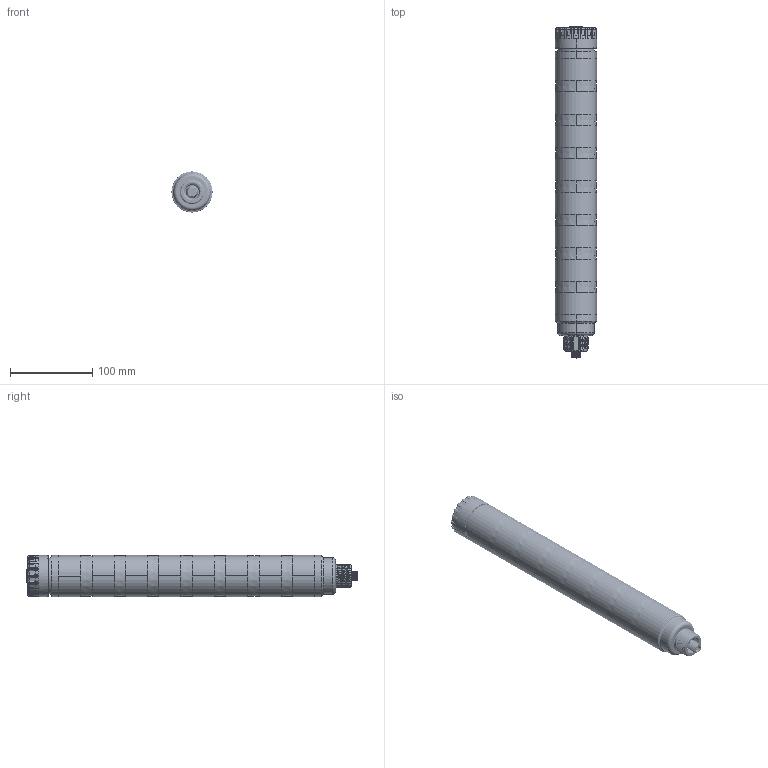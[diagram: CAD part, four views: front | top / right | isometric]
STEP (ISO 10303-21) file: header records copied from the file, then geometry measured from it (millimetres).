
FILE_DESCRIPTION((''),'2;1');
FILE_NAME('205826_ASM','2018-04-27T',('pdmadmin'),('BANNER ENGINEERING'),'CREO PARAMETRIC BY PTC INC, 2016260','CREO PARAMETRIC BY PTC INC, 2016260','');
FILE_SCHEMA(('CONFIG_CONTROL_DESIGN'));
Products named in the file (9): 140410; 141960; 188201; 140427_WEB_MODEL; 140412; 143280; 143281_WEB_MODEL; 143282; 205826_ASM
Assembly tree (21 placements, depth 2):
  205826_ASM
    140410
    141960
    188201
    140427_WEB_MODEL  x8
    140412  x7
    143280
    143281_WEB_MODEL
    143282
Bounding box: 50 x 404.2 x 50 mm (x, y, z)
Volume: 224322.8 mm3; surface area: 230980.8 mm2
Topology: 21 solids, 21 shells, 3329 faces, 8723 edges, 5621 vertices
Faces by surface type: plane 1599, cylinder 930, cone 300, bspline 266, torus 234
Entity records: 84211 total; most frequent: CARTESIAN_POINT 48560, ORIENTED_EDGE 7658, DIRECTION 7204, EDGE_CURVE 3829, AXIS2_PLACEMENT_3D 2817, VERTEX_POINT 2421, EDGE_LOOP 1590, VECTOR 1570
